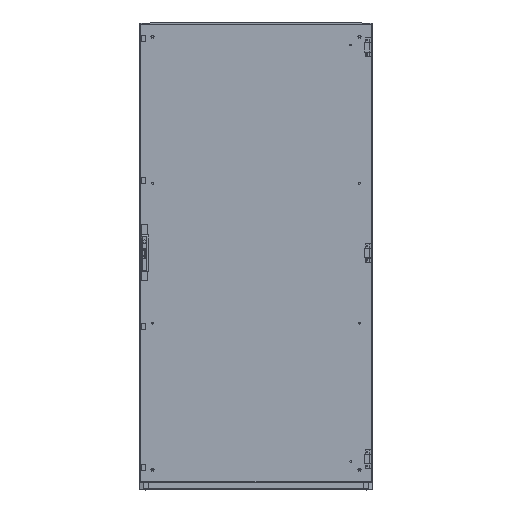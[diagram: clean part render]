
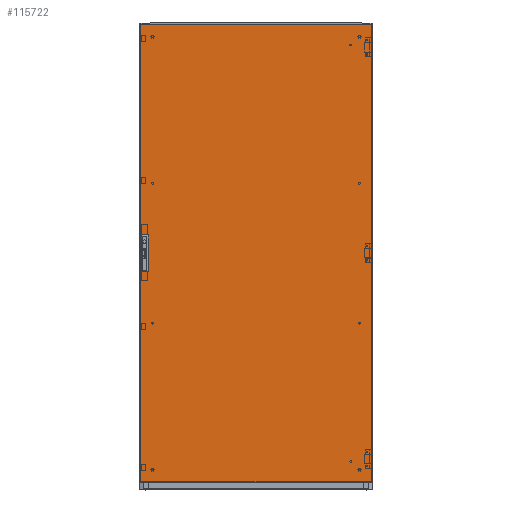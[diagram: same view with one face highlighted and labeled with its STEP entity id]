
A CAD part, top view. The second image highlights one B-rep face of the part: STEP entity #115722.
In plain terms, the highlighted planar face has unit normal (0, 0, 1).
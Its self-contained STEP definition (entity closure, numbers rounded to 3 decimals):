
#698 = CARTESIAN_POINT ( 'NONE',  ( -493.4, 0., 0. ) ) ;
#2024 = EDGE_CURVE ( 'NONE', #69540, #72872, #64635, .T. ) ;
#5879 = CARTESIAN_POINT ( 'NONE',  ( -493.4, 78.5, 0. ) ) ;
#6760 = EDGE_LOOP ( 'NONE', ( #23271, #95237, #107999, #104822 ) ) ;
#9663 = DIRECTION ( 'NONE',  ( 0., -1., 0. ) ) ;
#11013 = VERTEX_POINT ( 'NONE', #95836 ) ;
#15706 = VECTOR ( 'NONE', #79571, 1000. ) ;
#15943 = EDGE_CURVE ( 'NONE', #51366, #11013, #35233, .T. ) ;
#15968 = ORIENTED_EDGE ( 'NONE', *, *, #101438, .T. ) ;
#16793 = EDGE_CURVE ( 'NONE', #73967, #20110, #34733, .T. ) ;
#20110 = VERTEX_POINT ( 'NONE', #106850 ) ;
#21145 = ORIENTED_EDGE ( 'NONE', *, *, #50829, .F. ) ;
#23271 = ORIENTED_EDGE ( 'NONE', *, *, #118757, .T. ) ;
#24566 = VECTOR ( 'NONE', #9663, 1000. ) ;
#25029 = ORIENTED_EDGE ( 'NONE', *, *, #16793, .T. ) ;
#25467 = CARTESIAN_POINT ( 'NONE',  ( -497., 983.5, 0. ) ) ;
#30796 = DIRECTION ( 'NONE',  ( 0., -1., 0. ) ) ;
#34733 = LINE ( 'NONE', #118689, #109615 ) ;
#35233 = LINE ( 'NONE', #25467, #110109 ) ;
#36597 = ORIENTED_EDGE ( 'NONE', *, *, #119334, .F. ) ;
#38382 = CARTESIAN_POINT ( 'NONE',  ( 497., 983.5, 0. ) ) ;
#45589 = EDGE_CURVE ( 'NONE', #11013, #69540, #55286, .T. ) ;
#46136 = CARTESIAN_POINT ( 'NONE',  ( -463., 78.5, 0. ) ) ;
#50484 = LINE ( 'NONE', #698, #24566 ) ;
#50829 = EDGE_CURVE ( 'NONE', #118419, #20110, #94004, .T. ) ;
#51366 = VERTEX_POINT ( 'NONE', #95698 ) ;
#51633 = DIRECTION ( 'NONE',  ( 1., 0., 0. ) ) ;
#51698 = FACE_OUTER_BOUND ( 'NONE', #6760, .T. ) ;
#53466 = VECTOR ( 'NONE', #122869, 1000. ) ;
#54880 = DIRECTION ( 'NONE',  ( -1., 0., 0. ) ) ;
#55286 = LINE ( 'NONE', #110554, #78212 ) ;
#61046 = CARTESIAN_POINT ( 'NONE',  ( 0., 0., 0. ) ) ;
#61816 = VECTOR ( 'NONE', #85989, 1000. ) ;
#64635 = LINE ( 'NONE', #99266, #15706 ) ;
#64824 = EDGE_LOOP ( 'NONE', ( #15968, #25029, #21145, #36597 ) ) ;
#69540 = VERTEX_POINT ( 'NONE', #121025 ) ;
#70624 = CARTESIAN_POINT ( 'NONE',  ( -493.4, 78.5, 0. ) ) ;
#72872 = VERTEX_POINT ( 'NONE', #86518 ) ;
#73967 = VERTEX_POINT ( 'NONE', #46136 ) ;
#74842 = VECTOR ( 'NONE', #96984, 1000. ) ;
#77669 = FACE_BOUND ( 'NONE', #64824, .T. ) ;
#78212 = VECTOR ( 'NONE', #100758, 1000. ) ;
#79504 = LINE ( 'NONE', #5879, #53466 ) ;
#79571 = DIRECTION ( 'NONE',  ( 1., 0., 0. ) ) ;
#85259 = AXIS2_PLACEMENT_3D ( 'NONE', #61046, #110192, #51633 ) ;
#85989 = DIRECTION ( 'NONE',  ( 1., 0., 0. ) ) ;
#86518 = CARTESIAN_POINT ( 'NONE',  ( 497., -983.5, 0. ) ) ;
#90583 = PLANE ( 'NONE',  #85259 ) ;
#94004 = LINE ( 'NONE', #114972, #61816 ) ;
#95237 = ORIENTED_EDGE ( 'NONE', *, *, #15943, .T. ) ;
#95698 = CARTESIAN_POINT ( 'NONE',  ( 497., 983.5, 0. ) ) ;
#95836 = CARTESIAN_POINT ( 'NONE',  ( -497., 983.5, 0. ) ) ;
#96984 = DIRECTION ( 'NONE',  ( 0., 1., 0. ) ) ;
#99266 = CARTESIAN_POINT ( 'NONE',  ( -497., -983.5, 0. ) ) ;
#100758 = DIRECTION ( 'NONE',  ( 0., -1., 0. ) ) ;
#100904 = LINE ( 'NONE', #38382, #74842 ) ;
#101348 = CARTESIAN_POINT ( 'NONE',  ( -493.4, -78.5, 0. ) ) ;
#101438 = EDGE_CURVE ( 'NONE', #108080, #73967, #79504, .T. ) ;
#104822 = ORIENTED_EDGE ( 'NONE', *, *, #2024, .T. ) ;
#106850 = CARTESIAN_POINT ( 'NONE',  ( -463., -78.5, 0. ) ) ;
#107999 = ORIENTED_EDGE ( 'NONE', *, *, #45589, .T. ) ;
#108080 = VERTEX_POINT ( 'NONE', #70624 ) ;
#109615 = VECTOR ( 'NONE', #30796, 1000. ) ;
#110109 = VECTOR ( 'NONE', #54880, 1000. ) ;
#110192 = DIRECTION ( 'NONE',  ( 0., 0., 1. ) ) ;
#110554 = CARTESIAN_POINT ( 'NONE',  ( -497., 983.5, 0. ) ) ;
#114972 = CARTESIAN_POINT ( 'NONE',  ( -493.4, -78.5, 0. ) ) ;
#115722 = ADVANCED_FACE ( 'NONE', ( #77669, #51698 ), #90583, .T. ) ;
#118419 = VERTEX_POINT ( 'NONE', #101348 ) ;
#118689 = CARTESIAN_POINT ( 'NONE',  ( -463., 0., 0. ) ) ;
#118757 = EDGE_CURVE ( 'NONE', #72872, #51366, #100904, .T. ) ;
#119334 = EDGE_CURVE ( 'NONE', #108080, #118419, #50484, .T. ) ;
#121025 = CARTESIAN_POINT ( 'NONE',  ( -497., -983.5, 0. ) ) ;
#122869 = DIRECTION ( 'NONE',  ( 1., 0., 0. ) ) ;
